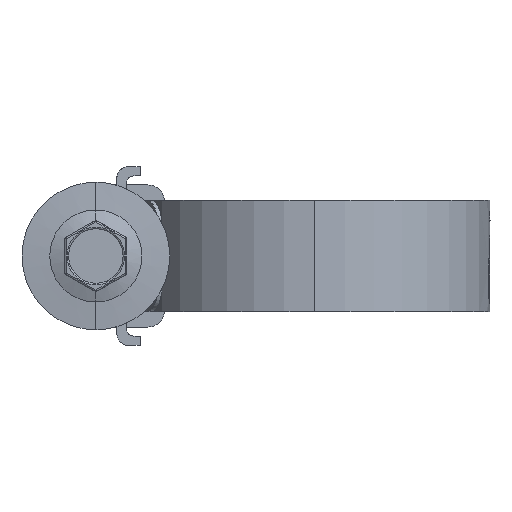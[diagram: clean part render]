
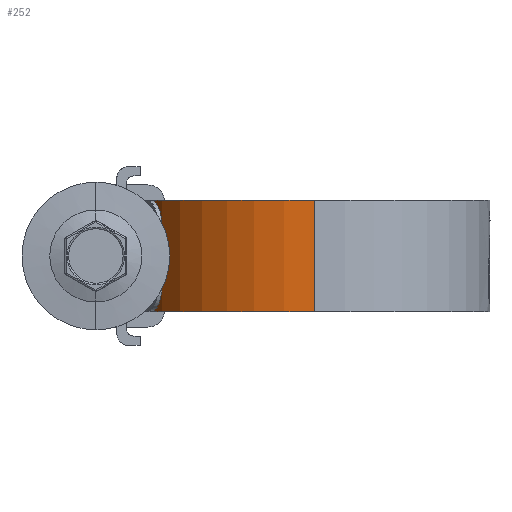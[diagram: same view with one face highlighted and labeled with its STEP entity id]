
A CAD part, left-side view. The second image highlights one B-rep face of the part: STEP entity #252.
In plain terms, the highlighted cylindrical face has radius 22.58 mm (diameter 45.16 mm), a partial arc.
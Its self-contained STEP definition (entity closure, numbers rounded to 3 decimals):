
#185 = CARTESIAN_POINT ( 'NONE',  ( -22.58, 0., 7.145 ) ) ;
#252 = ADVANCED_FACE ( 'NONE', ( #4296 ), #7838, .T. ) ;
#280 = CIRCLE ( 'NONE', #4959, 22.58 ) ;
#606 = DIRECTION ( 'NONE',  ( 1., 0., 0. ) ) ;
#1123 = DIRECTION ( 'NONE',  ( 0., 0., -1. ) ) ;
#1206 = VECTOR ( 'NONE', #1123, 1000. ) ;
#1346 = CARTESIAN_POINT ( 'NONE',  ( 0., 0., 7.145 ) ) ;
#1462 = CARTESIAN_POINT ( 'NONE',  ( 0., 0., -7.145 ) ) ;
#1479 = CARTESIAN_POINT ( 'NONE',  ( 0., 0., 7.145 ) ) ;
#1967 = LINE ( 'NONE', #185, #3807 ) ;
#2466 = EDGE_CURVE ( 'NONE', #8441, #5639, #1967, .T. ) ;
#2648 = DIRECTION ( 'NONE',  ( -1., 0., 0. ) ) ;
#2708 = CARTESIAN_POINT ( 'NONE',  ( 0., 22.58, 7.145 ) ) ;
#3063 = DIRECTION ( 'NONE',  ( 0., 0., 1. ) ) ;
#3370 = CARTESIAN_POINT ( 'NONE',  ( -22.58, 0., 7.145 ) ) ;
#3737 = DIRECTION ( 'NONE',  ( 0., 0., -1. ) ) ;
#3807 = VECTOR ( 'NONE', #3737, 1000. ) ;
#4296 = FACE_OUTER_BOUND ( 'NONE', #9368, .T. ) ;
#4411 = EDGE_CURVE ( 'NONE', #4527, #5639, #8248, .T. ) ;
#4496 = AXIS2_PLACEMENT_3D ( 'NONE', #1346, #10244, #2648 ) ;
#4527 = VERTEX_POINT ( 'NONE', #9826 ) ;
#4959 = AXIS2_PLACEMENT_3D ( 'NONE', #1479, #3063, #10138 ) ;
#5273 = EDGE_CURVE ( 'NONE', #9754, #8441, #280, .T. ) ;
#5619 = EDGE_CURVE ( 'NONE', #9754, #4527, #8219, .T. ) ;
#5639 = VERTEX_POINT ( 'NONE', #8058 ) ;
#7320 = ORIENTED_EDGE ( 'NONE', *, *, #5273, .F. ) ;
#7838 = CYLINDRICAL_SURFACE ( 'NONE', #4496, 22.58 ) ;
#8058 = CARTESIAN_POINT ( 'NONE',  ( -22.58, 0., -7.145 ) ) ;
#8070 = AXIS2_PLACEMENT_3D ( 'NONE', #1462, #8561, #606 ) ;
#8219 = LINE ( 'NONE', #2708, #1206 ) ;
#8248 = CIRCLE ( 'NONE', #8070, 22.58 ) ;
#8439 = ORIENTED_EDGE ( 'NONE', *, *, #2466, .F. ) ;
#8441 = VERTEX_POINT ( 'NONE', #3370 ) ;
#8561 = DIRECTION ( 'NONE',  ( 0., 0., 1. ) ) ;
#8666 = CARTESIAN_POINT ( 'NONE',  ( 0., 22.58, 7.145 ) ) ;
#8759 = ORIENTED_EDGE ( 'NONE', *, *, #5619, .T. ) ;
#9368 = EDGE_LOOP ( 'NONE', ( #8439, #7320, #8759, #10505 ) ) ;
#9754 = VERTEX_POINT ( 'NONE', #8666 ) ;
#9826 = CARTESIAN_POINT ( 'NONE',  ( 0., 22.58, -7.145 ) ) ;
#10138 = DIRECTION ( 'NONE',  ( 1., 0., 0. ) ) ;
#10244 = DIRECTION ( 'NONE',  ( 0., 0., -1. ) ) ;
#10505 = ORIENTED_EDGE ( 'NONE', *, *, #4411, .T. ) ;
